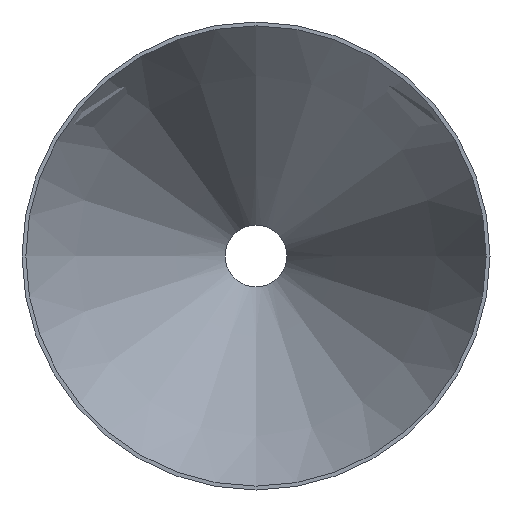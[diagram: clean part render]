
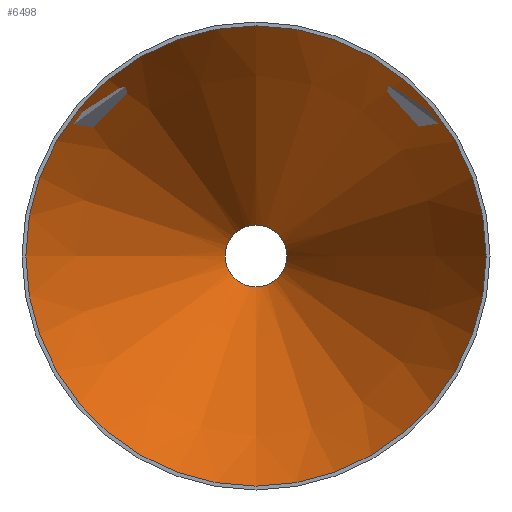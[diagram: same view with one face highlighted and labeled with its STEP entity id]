
A CAD part, front view. The second image highlights one B-rep face of the part: STEP entity #6498.
In plain terms, the highlighted conical face has half-angle 25.924 degrees and reference radius 199.864 mm.
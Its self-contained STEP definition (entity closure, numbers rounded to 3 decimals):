
#1884 = AXIS2_PLACEMENT_3D ( 'NONE', #37148, #30319, #27728 ) ;
#3643 = CARTESIAN_POINT ( 'NONE',  ( 0., 356., -26.814 ) ) ;
#3837 = EDGE_LOOP ( 'NONE', ( #33115 ) ) ;
#4065 = CARTESIAN_POINT ( 'NONE',  ( 0., 0., -199.864 ) ) ;
#6498 = ADVANCED_FACE ( 'NONE', ( #22670, #12875 ), #39892, .F. ) ;
#8816 = DIRECTION ( 'NONE',  ( 0., -1., 0. ) ) ;
#11243 = EDGE_LOOP ( 'NONE', ( #36007 ) ) ;
#12875 = FACE_OUTER_BOUND ( 'NONE', #11243, .T. ) ;
#15869 = CARTESIAN_POINT ( 'NONE',  ( 0., 0., 0. ) ) ;
#16817 = DIRECTION ( 'NONE',  ( 0., -1., 0. ) ) ;
#19482 = CIRCLE ( 'NONE', #26276, 26.814 ) ;
#22670 = FACE_BOUND ( 'NONE', #3837, .T. ) ;
#25454 = DIRECTION ( 'NONE',  ( 0., 0., -1. ) ) ;
#26276 = AXIS2_PLACEMENT_3D ( 'NONE', #39653, #16817, #26626 ) ;
#26626 = DIRECTION ( 'NONE',  ( 0., 0., -1. ) ) ;
#27728 = DIRECTION ( 'NONE',  ( 0., 0., -1. ) ) ;
#30319 = DIRECTION ( 'NONE',  ( 0., -1., 0. ) ) ;
#31861 = CIRCLE ( 'NONE', #1884, 199.864 ) ;
#33115 = ORIENTED_EDGE ( 'NONE', *, *, #34025, .F. ) ;
#33534 = VERTEX_POINT ( 'NONE', #4065 ) ;
#34025 = EDGE_CURVE ( 'NONE', #36348, #36348, #19482, .T. ) ;
#34471 = AXIS2_PLACEMENT_3D ( 'NONE', #15869, #8816, #25454 ) ;
#36007 = ORIENTED_EDGE ( 'NONE', *, *, #39652, .T. ) ;
#36348 = VERTEX_POINT ( 'NONE', #3643 ) ;
#37148 = CARTESIAN_POINT ( 'NONE',  ( 0., 0., 0. ) ) ;
#39652 = EDGE_CURVE ( 'NONE', #33534, #33534, #31861, .T. ) ;
#39653 = CARTESIAN_POINT ( 'NONE',  ( 0., 356., 0. ) ) ;
#39892 = CONICAL_SURFACE ( 'NONE', #34471, 199.864, 0.452 ) ;
